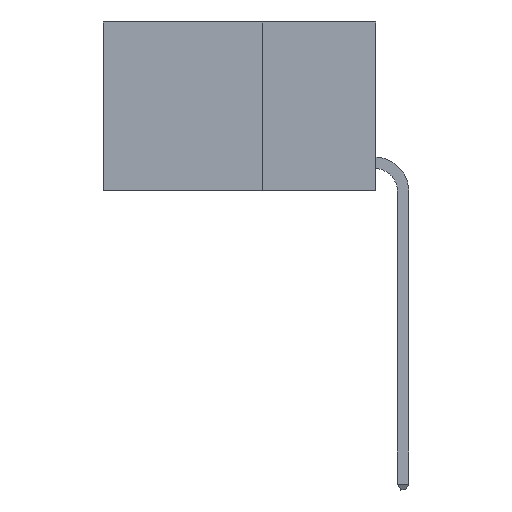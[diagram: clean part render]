
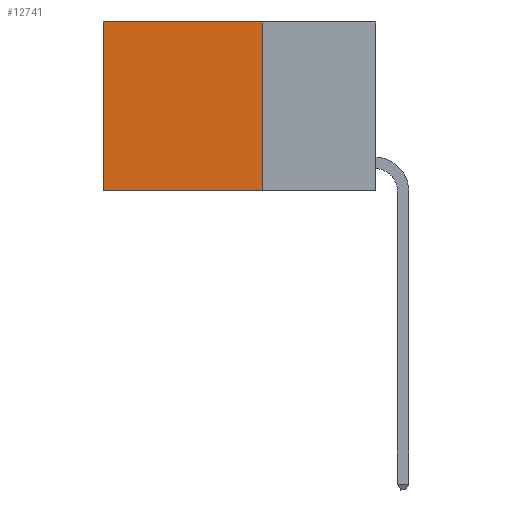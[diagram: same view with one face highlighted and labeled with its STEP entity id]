
A CAD part, left-side view. The second image highlights one B-rep face of the part: STEP entity #12741.
In plain terms, the highlighted planar face has unit normal (-1, 0, 0).
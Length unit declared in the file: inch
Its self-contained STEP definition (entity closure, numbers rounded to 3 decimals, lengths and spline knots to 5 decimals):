
#187 = VECTOR ( 'NONE', #13711, 39.37008 ) ;
#311 = CARTESIAN_POINT ( 'NONE',  ( 0.2625, 0.25, 0. ) ) ;
#1017 = EDGE_CURVE ( 'NONE', #8156, #9671, #10638, .T. ) ;
#1476 = EDGE_CURVE ( 'NONE', #5043, #9671, #6137, .T. ) ;
#1675 = LINE ( 'NONE', #311, #4544 ) ;
#1704 = PLANE ( 'NONE',  #13289 ) ;
#1771 = DIRECTION ( 'NONE',  ( 0., 0., -1. ) ) ;
#2621 = EDGE_LOOP ( 'NONE', ( #4556, #13456, #5387, #7024 ) ) ;
#3817 = LINE ( 'NONE', #7216, #5698 ) ;
#3834 = CARTESIAN_POINT ( 'NONE',  ( 0.2625, 0.25, 0. ) ) ;
#4544 = VECTOR ( 'NONE', #5769, 39.37008 ) ;
#4556 = ORIENTED_EDGE ( 'NONE', *, *, #1017, .T. ) ;
#4965 = DIRECTION ( 'NONE',  ( 1., 0., 0. ) ) ;
#5043 = VERTEX_POINT ( 'NONE', #6470 ) ;
#5387 = ORIENTED_EDGE ( 'NONE', *, *, #12009, .F. ) ;
#5698 = VECTOR ( 'NONE', #1771, 39.37008 ) ;
#5769 = DIRECTION ( 'NONE',  ( 0., 1., 0. ) ) ;
#5963 = CARTESIAN_POINT ( 'NONE',  ( 0.2625, 0.6, 0. ) ) ;
#6137 = LINE ( 'NONE', #6154, #8641 ) ;
#6154 = CARTESIAN_POINT ( 'NONE',  ( 0.2625, 0.25, -0.37 ) ) ;
#6470 = CARTESIAN_POINT ( 'NONE',  ( 0.2625, 0.25, -0.37 ) ) ;
#7024 = ORIENTED_EDGE ( 'NONE', *, *, #10048, .T. ) ;
#7108 = CARTESIAN_POINT ( 'NONE',  ( 0.2625, 0.25, 0. ) ) ;
#7155 = VERTEX_POINT ( 'NONE', #3834 ) ;
#7216 = CARTESIAN_POINT ( 'NONE',  ( 0.2625, 0.25, 0. ) ) ;
#8156 = VERTEX_POINT ( 'NONE', #5963 ) ;
#8641 = VECTOR ( 'NONE', #13435, 39.37008 ) ;
#8881 = FACE_OUTER_BOUND ( 'NONE', #2621, .T. ) ;
#9671 = VERTEX_POINT ( 'NONE', #10594 ) ;
#10048 = EDGE_CURVE ( 'NONE', #7155, #8156, #1675, .T. ) ;
#10594 = CARTESIAN_POINT ( 'NONE',  ( 0.2625, 0.6, -0.37 ) ) ;
#10638 = LINE ( 'NONE', #13749, #187 ) ;
#12009 = EDGE_CURVE ( 'NONE', #7155, #5043, #3817, .T. ) ;
#12365 = DIRECTION ( 'NONE',  ( 0., 0., -1. ) ) ;
#12741 = ADVANCED_FACE ( 'NONE', ( #8881 ), #1704, .F. ) ;
#13289 = AXIS2_PLACEMENT_3D ( 'NONE', #7108, #4965, #12365 ) ;
#13435 = DIRECTION ( 'NONE',  ( 0., 1., 0. ) ) ;
#13456 = ORIENTED_EDGE ( 'NONE', *, *, #1476, .F. ) ;
#13711 = DIRECTION ( 'NONE',  ( 0., 0., -1. ) ) ;
#13749 = CARTESIAN_POINT ( 'NONE',  ( 0.2625, 0.6, 0. ) ) ;
